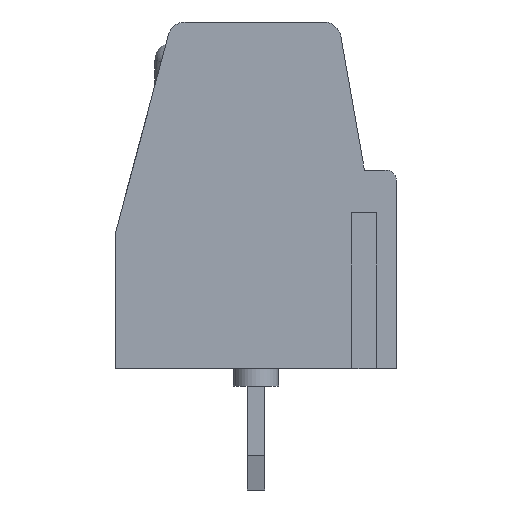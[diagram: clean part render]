
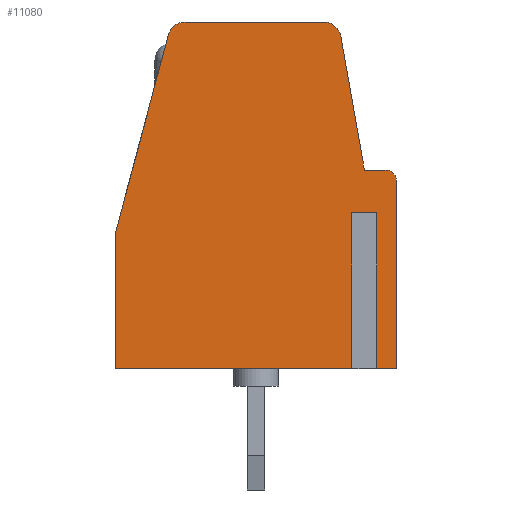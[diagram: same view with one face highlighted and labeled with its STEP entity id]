
A CAD part, left-side view. The second image highlights one B-rep face of the part: STEP entity #11080.
In plain terms, the highlighted face is planar.
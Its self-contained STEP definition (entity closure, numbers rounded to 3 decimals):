
#60=CARTESIAN_POINT('',(-37.809,25.009,-7.62));
#70=DIRECTION('',(0.,0.,1.));
#80=DIRECTION('',(1.,0.,0.));
#90=AXIS2_PLACEMENT_3D('',#60,#70,#80);
#100=CIRCLE('',#90,0.5);
#110=CARTESIAN_POINT('',(-37.809,25.509,-7.62));
#120=VERTEX_POINT('',#110);
#130=CARTESIAN_POINT('',(-38.302,25.096,-7.62));
#140=VERTEX_POINT('',#130);
#150=EDGE_CURVE('',#120,#140,#100,.T.);
#2840=CARTESIAN_POINT('',(-33.33,25.138,-7.62));
#2850=VERTEX_POINT('',#2840);
#2880=CARTESIAN_POINT('',(-19.435,-26.716,-7.62));
#2890=DIRECTION('',(0.259,-0.966,0.));
#2900=VECTOR('',#2890,1.);
#2910=LINE('',#2880,#2900);
#2920=CARTESIAN_POINT('',(-31.804,19.444,-7.62));
#2930=VERTEX_POINT('',#2920);
#2940=EDGE_CURVE('',#2850,#2930,#2910,.T.);
#8530=CARTESIAN_POINT('',(-38.767,-26.716,-7.62));
#8540=DIRECTION('',(0.,-1.,0.));
#8550=VECTOR('',#8540,1.);
#8560=LINE('',#8530,#8550);
#8570=CARTESIAN_POINT('',(-38.767,20.009,-7.62));
#8580=VERTEX_POINT('',#8570);
#8590=CARTESIAN_POINT('',(-38.767,15.509,-7.62));
#8600=VERTEX_POINT('',#8590);
#8610=EDGE_CURVE('',#8580,#8600,#8560,.T.);
#10180=CARTESIAN_POINT('',(0.,0.,-7.62));
#10190=DIRECTION('',(0.,0.,1.));
#10200=DIRECTION('',(1.,0.,0.));
#10210=AXIS2_PLACEMENT_3D('',#10180,#10190,#10200);
#10220=PLANE('',#10210);
#10230=CARTESIAN_POINT('',(-33.813,25.009,-7.62));
#10240=DIRECTION('',(0.,0.,1.));
#10250=DIRECTION('',(1.,0.,0.));
#10260=AXIS2_PLACEMENT_3D('',#10230,#10240,#10250);
#10270=CIRCLE('',#10260,0.5);
#10280=CARTESIAN_POINT('',(-33.813,25.509,-7.62));
#10290=VERTEX_POINT('',#10280);
#10300=EDGE_CURVE('',#2850,#10290,#10270,.T.);
#10310=ORIENTED_EDGE('',*,*,#10300,.F.);
#10320=CARTESIAN_POINT('',(-88.926,25.509,-7.62));
#10330=DIRECTION('',(1.,0.,0.));
#10340=VECTOR('',#10330,1.);
#10350=LINE('',#10320,#10340);
#10360=EDGE_CURVE('',#120,#10290,#10350,.T.);
#10370=ORIENTED_EDGE('',*,*,#10360,.T.);
#10380=ORIENTED_EDGE('',*,*,#150,.F.);
#10390=CARTESIAN_POINT('',(-47.438,-26.716,-7.62));
#10400=DIRECTION('',(0.174,0.985,0.));
#10410=VECTOR('',#10400,1.);
#10420=LINE('',#10390,#10410);
#10430=CARTESIAN_POINT('',(-38.982,21.239,-7.62));
#10440=VERTEX_POINT('',#10430);
#10450=EDGE_CURVE('',#10440,#140,#10420,.T.);
#10460=ORIENTED_EDGE('',*,*,#10450,.T.);
#10470=CARTESIAN_POINT('',(-88.926,21.239,-7.62));
#10480=DIRECTION('',(1.,0.,0.));
#10490=VECTOR('',#10480,1.);
#10500=LINE('',#10470,#10490);
#10510=CARTESIAN_POINT('',(-39.604,21.239,-7.62));
#10520=VERTEX_POINT('',#10510);
#10530=EDGE_CURVE('',#10520,#10440,#10500,.T.);
#10540=ORIENTED_EDGE('',*,*,#10530,.T.);
#10550=CARTESIAN_POINT('',(-39.604,20.939,-7.62));
#10560=DIRECTION('',(0.,0.,1.));
#10570=DIRECTION('',(1.,0.,0.));
#10580=AXIS2_PLACEMENT_3D('',#10550,#10560,#10570);
#10590=CIRCLE('',#10580,0.3);
#10600=CARTESIAN_POINT('',(-39.904,20.939,-7.62));
#10610=VERTEX_POINT('',#10600);
#10620=EDGE_CURVE('',#10520,#10610,#10590,.T.);
#10630=ORIENTED_EDGE('',*,*,#10620,.F.);
#10640=CARTESIAN_POINT('',(-39.904,-26.716,-7.62));
#10650=DIRECTION('',(0.,1.,0.));
#10660=VECTOR('',#10650,1.);
#10670=LINE('',#10640,#10660);
#10680=CARTESIAN_POINT('',(-39.904,15.509,-7.62));
#10690=VERTEX_POINT('',#10680);
#10700=EDGE_CURVE('',#10690,#10610,#10670,.T.);
#10710=ORIENTED_EDGE('',*,*,#10700,.T.);
#10720=CARTESIAN_POINT('',(-88.926,15.509,-7.62));
#10730=DIRECTION('',(-1.,0.,0.));
#10740=VECTOR('',#10730,1.);
#10750=LINE('',#10720,#10740);
#10760=CARTESIAN_POINT('',(-39.181,15.509,-7.62));
#10770=VERTEX_POINT('',#10760);
#10780=EDGE_CURVE('',#10770,#10690,#10750,.T.);
#10790=ORIENTED_EDGE('',*,*,#10780,.T.);
#10800=CARTESIAN_POINT('',(-39.181,-26.716,-7.62));
#10810=DIRECTION('',(0.,1.,0.));
#10820=VECTOR('',#10810,1.);
#10830=LINE('',#10800,#10820);
#10840=CARTESIAN_POINT('',(-39.181,20.009,-7.62));
#10850=VERTEX_POINT('',#10840);
#10860=EDGE_CURVE('',#10770,#10850,#10830,.T.);
#10870=ORIENTED_EDGE('',*,*,#10860,.F.);
#10880=CARTESIAN_POINT('',(-88.926,20.009,-7.62));
#10890=DIRECTION('',(-1.,0.,0.));
#10900=VECTOR('',#10890,1.);
#10910=LINE('',#10880,#10900);
#10920=EDGE_CURVE('',#8580,#10850,#10910,.T.);
#10930=ORIENTED_EDGE('',*,*,#10920,.T.);
#10940=ORIENTED_EDGE('',*,*,#8610,.F.);
#10950=CARTESIAN_POINT('',(-31.804,15.509,-7.62));
#10960=VERTEX_POINT('',#10950);
#10970=EDGE_CURVE('',#10960,#8600,#10750,.T.);
#10980=ORIENTED_EDGE('',*,*,#10970,.T.);
#10990=CARTESIAN_POINT('',(-31.804,-26.716,-7.62));
#11000=DIRECTION('',(0.,-1.,0.));
#11010=VECTOR('',#11000,1.);
#11020=LINE('',#10990,#11010);
#11030=EDGE_CURVE('',#2930,#10960,#11020,.T.);
#11040=ORIENTED_EDGE('',*,*,#11030,.T.);
#11050=ORIENTED_EDGE('',*,*,#2940,.T.);
#11060=EDGE_LOOP('',(#11050,#11040,#10980,#10940,#10930,#10870,#10790,
#10710,#10630,#10540,#10460,#10380,#10370,#10310));
#11070=FACE_OUTER_BOUND('',#11060,.T.);
#11080=ADVANCED_FACE('',(#11070),#10220,.F.);
